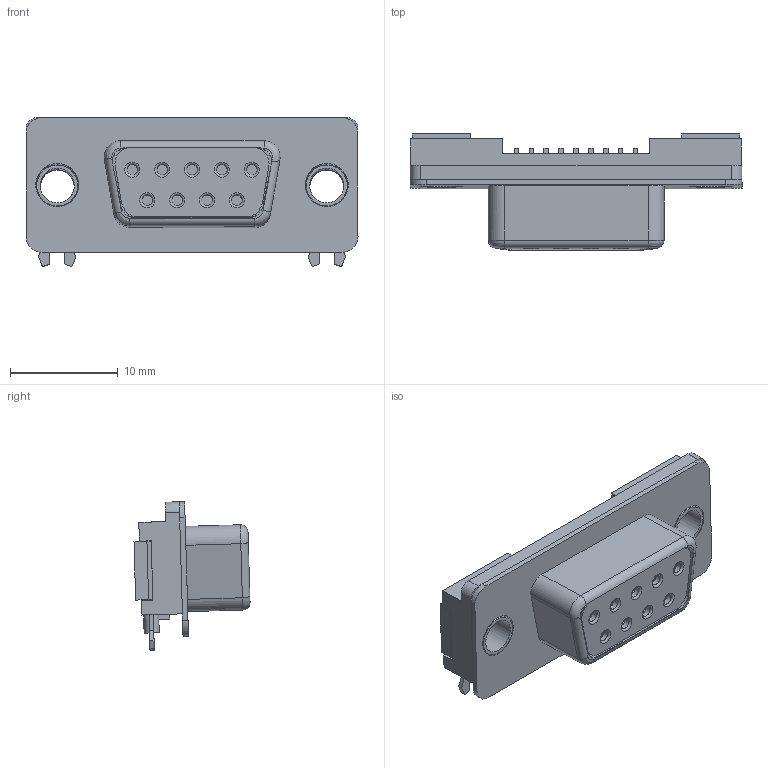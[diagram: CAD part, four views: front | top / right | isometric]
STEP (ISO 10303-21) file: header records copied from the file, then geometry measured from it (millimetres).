
FILE_DESCRIPTION(/* description */ (''),/* implementation_level */ '2;1');
FILE_NAME(/* name */ '5270-09-2-3 D-SUB.stp',/* time_stamp */ '2025-11-13T11:56:31+01:00',/* author */ ('Andreas.Larin'),/* organization */ (''),/* preprocessor_version */ 'ST-DEVELOPER v20',/* originating_system */ 'Autodesk Inventor 2025',/* authorisation */ '');
FILE_SCHEMA (('AUTOMOTIVE_DESIGN { 1 0 10303 214 3 1 1 }'));
Length unit declared in the file: millimetre
Products named in the file (1): 5270-09-2-3 D-SUB
Bounding box: 30.8 x 10.76 x 13.8 mm (x, y, z)
Volume: 1483.6 mm3; surface area: 2895.7 mm2
Topology: 1 solids, 1 shells, 444 faces, 1164 edges, 747 vertices
Faces by surface type: plane 354, cylinder 73, torus 9, bspline 8
Full cylindrical faces by diameter (mm): 1 x9, 1.4 x2, 3.2 x20, 3.8 x2, 4 x4, 4.1 x2
Entity records: 17140 total; most frequent: CARTESIAN_POINT 5777, ORIENTED_EDGE 2328, DIRECTION 2098, EDGE_CURVE 1164, LINE 970, VECTOR 970, VERTEX_POINT 747, AXIS2_PLACEMENT_3D 564
